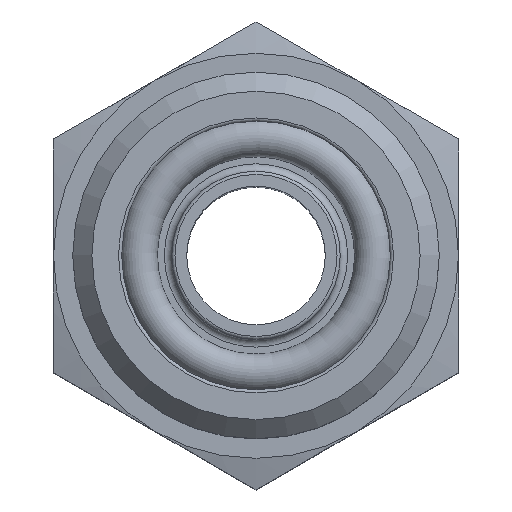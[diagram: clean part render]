
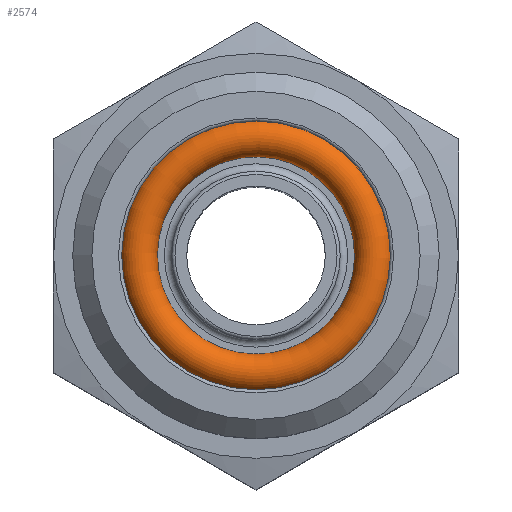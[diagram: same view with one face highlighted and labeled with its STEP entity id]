
A CAD part, top view. The second image highlights one B-rep face of the part: STEP entity #2574.
In plain terms, the highlighted toroidal (fillet/blend) face has major radius 5.515 mm and minor radius 0.89 mm.
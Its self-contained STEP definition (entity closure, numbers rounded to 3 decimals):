
#2549=CARTESIAN_POINT('',(-0.89,0.0,0.0));
#2550=DIRECTION('',(1.0,0.0,0.0));
#2551=DIRECTION('',(0.0,0.0,-1.0));
#2552=AXIS2_PLACEMENT_3D('',#2549,#2550,#2551);
#2553=TOROIDAL_SURFACE('',#2552,5.515,0.89);
#2554=CARTESIAN_POINT('',(-0.89,0.0,-6.405));
#2555=VERTEX_POINT('',#2554);
#2556=CARTESIAN_POINT('',(-0.89,0.0,-5.515));
#2557=DIRECTION('',(0.0,-1.0,0.0));
#2558=DIRECTION('',(0.0,0.0,-1.0));
#2559=AXIS2_PLACEMENT_3D('',#2556,#2557,#2558);
#2560=CIRCLE('',#2559,0.89);
#2561=EDGE_CURVE('',#2555,#2555,#2560,.T.);
#2562=ORIENTED_EDGE('',*,*,#2561,.T.);
#2563=CARTESIAN_POINT('',(-0.89,0.0,0.0));
#2564=DIRECTION('',(-1.0,0.0,0.0));
#2565=DIRECTION('',(0.0,0.0,-1.0));
#2566=AXIS2_PLACEMENT_3D('',#2563,#2564,#2565);
#2567=CIRCLE('',#2566,6.405);
#2568=EDGE_CURVE('',#2555,#2555,#2567,.T.);
#2569=ORIENTED_EDGE('',*,*,#2568,.T.);
#2570=ORIENTED_EDGE('',*,*,#2561,.F.);
#2571=ORIENTED_EDGE('',*,*,#2568,.F.);
#2572=EDGE_LOOP('',(#2562,#2569,#2570,#2571));
#2573=FACE_OUTER_BOUND('',#2572,.T.);
#2574=ADVANCED_FACE('',(#2573),#2553,.T.);
